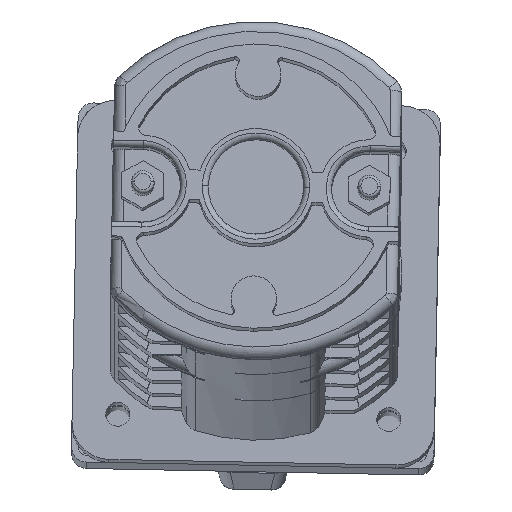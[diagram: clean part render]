
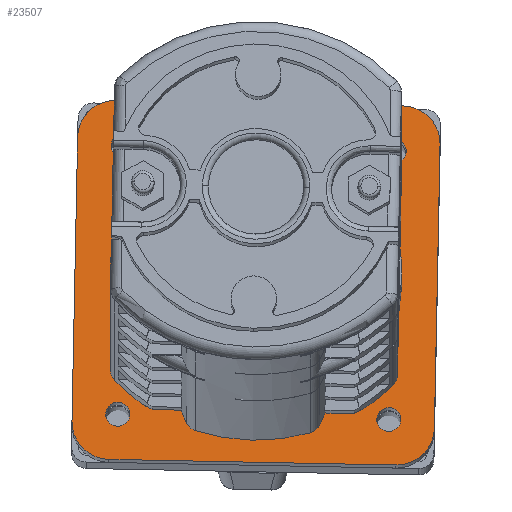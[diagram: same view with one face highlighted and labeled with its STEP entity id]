
A CAD part, top view. The second image highlights one B-rep face of the part: STEP entity #23507.
In plain terms, the highlighted face is planar.
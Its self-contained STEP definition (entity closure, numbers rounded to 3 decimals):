
#20209=DIRECTION('',(0.,0.,1.));
#20210=VECTOR('',#20209,38.114);
#20211=CARTESIAN_POINT('',(24.651,29.59,
-22.305));
#20212=LINE('',#20211,#20210);
#20216=CARTESIAN_POINT('',(-18.478,29.59,
-22.305));
#20217=DIRECTION('',(0.,1.,0.));
#20218=DIRECTION('',(0.,0.,-1.));
#20219=AXIS2_PLACEMENT_3D('',#20216,#20217,#20218);
#20224=CARTESIAN_POINT('',(-18.478,29.59,
15.809));
#20225=DIRECTION('',(0.,1.,0.));
#20226=DIRECTION('',(-1.,0.,0.));
#20227=AXIS2_PLACEMENT_3D('',#20224,#20225,#20226);
#20232=CARTESIAN_POINT('',(19.636,29.59,15.809));
#20233=DIRECTION('',(0.,1.,0.));
#20234=DIRECTION('',(0.,0.,1.));
#20235=AXIS2_PLACEMENT_3D('',#20232,#20233,#20234);
#20240=CARTESIAN_POINT('',(19.636,29.59,
-22.305));
#20241=DIRECTION('',(0.,1.,0.));
#20242=DIRECTION('',(1.,0.,0.));
#20243=AXIS2_PLACEMENT_3D('',#20240,#20241,#20242);
#20248=CARTESIAN_POINT('',(0.579,29.59,-3.248));
#20249=DIRECTION('',(0.,-1.,0.));
#20250=DIRECTION('',(1.,0.,0.));
#20251=AXIS2_PLACEMENT_3D('',#20248,#20249,#20250);
#20256=CARTESIAN_POINT('',(0.579,29.59,-3.248));
#20257=DIRECTION('',(0.,-1.,0.));
#20258=DIRECTION('',(-1.,0.,0.));
#20259=AXIS2_PLACEMENT_3D('',#20256,#20257,#20258);
#20264=CARTESIAN_POINT('',(-17.421,29.59,
14.752));
#20265=DIRECTION('',(0.,-1.,0.));
#20266=DIRECTION('',(1.,0.,0.));
#20267=AXIS2_PLACEMENT_3D('',#20264,#20265,#20266);
#20272=CARTESIAN_POINT('',(-17.421,29.59,
14.752));
#20273=DIRECTION('',(0.,-1.,0.));
#20274=DIRECTION('',(-1.,0.,0.));
#20275=AXIS2_PLACEMENT_3D('',#20272,#20273,#20274);
#20280=CARTESIAN_POINT('',(-17.421,29.59,
-21.248));
#20281=DIRECTION('',(0.,-1.,0.));
#20282=DIRECTION('',(1.,0.,0.));
#20283=AXIS2_PLACEMENT_3D('',#20280,#20281,#20282);
#20288=CARTESIAN_POINT('',(-17.421,29.59,
-21.248));
#20289=DIRECTION('',(0.,-1.,0.));
#20290=DIRECTION('',(-1.,0.,0.));
#20291=AXIS2_PLACEMENT_3D('',#20288,#20289,#20290);
#20296=CARTESIAN_POINT('',(18.579,29.59,
-21.248));
#20297=DIRECTION('',(0.,-1.,0.));
#20298=DIRECTION('',(1.,0.,0.));
#20299=AXIS2_PLACEMENT_3D('',#20296,#20297,#20298);
#20304=CARTESIAN_POINT('',(18.579,29.59,
-21.248));
#20305=DIRECTION('',(0.,-1.,0.));
#20306=DIRECTION('',(-1.,0.,0.));
#20307=AXIS2_PLACEMENT_3D('',#20304,#20305,#20306);
#20312=CARTESIAN_POINT('',(18.579,29.59,14.752));
#20313=DIRECTION('',(0.,-1.,0.));
#20314=DIRECTION('',(1.,0.,0.));
#20315=AXIS2_PLACEMENT_3D('',#20312,#20313,#20314);
#20320=CARTESIAN_POINT('',(18.579,29.59,14.752));
#20321=DIRECTION('',(0.,-1.,0.));
#20322=DIRECTION('',(-1.,0.,0.));
#20323=AXIS2_PLACEMENT_3D('',#20320,#20321,#20322);
#20328=DIRECTION('',(1.,0.,0.));
#20329=VECTOR('',#20328,38.114);
#20330=CARTESIAN_POINT('',(-18.478,29.59,
-27.32));
#20331=LINE('',#20330,#20329);
#20363=DIRECTION('',(0.,0.,-1.));
#20364=VECTOR('',#20363,38.114);
#20365=CARTESIAN_POINT('',(-23.493,29.59,
15.809));
#20366=LINE('',#20365,#20364);
#20384=DIRECTION('',(-1.,0.,0.));
#20385=VECTOR('',#20384,38.114);
#20386=CARTESIAN_POINT('',(19.636,29.59,20.824));
#20387=LINE('',#20386,#20385);
#20893=CARTESIAN_POINT('',(-18.779,29.59,
-3.248));
#20894=VERTEX_POINT('',#20893);
#20895=CARTESIAN_POINT('',(19.937,29.59,
-3.248));
#20896=VERTEX_POINT('',#20895);
#21241=CARTESIAN_POINT('',(24.651,29.59,
-22.305));
#21242=CARTESIAN_POINT('',(24.651,29.59,15.809));
#21243=VERTEX_POINT('',#21241);
#21244=VERTEX_POINT('',#21242);
#21245=CARTESIAN_POINT('',(-18.478,29.59,
-27.32));
#21246=CARTESIAN_POINT('',(19.636,29.59,
-27.32));
#21247=VERTEX_POINT('',#21245);
#21248=VERTEX_POINT('',#21246);
#21249=CARTESIAN_POINT('',(-23.493,29.59,
-22.305));
#21250=VERTEX_POINT('',#21249);
#21251=CARTESIAN_POINT('',(-23.493,29.59,
15.809));
#21252=VERTEX_POINT('',#21251);
#21253=CARTESIAN_POINT('',(-18.478,29.59,
20.824));
#21254=VERTEX_POINT('',#21253);
#21255=CARTESIAN_POINT('',(19.636,29.59,20.824));
#21256=VERTEX_POINT('',#21255);
#21257=CARTESIAN_POINT('',(-15.821,29.59,
14.752));
#21258=CARTESIAN_POINT('',(-19.021,29.59,
14.752));
#21259=VERTEX_POINT('',#21257);
#21260=VERTEX_POINT('',#21258);
#21261=CARTESIAN_POINT('',(-15.821,29.59,
-21.248));
#21262=CARTESIAN_POINT('',(-19.021,29.59,
-21.248));
#21263=VERTEX_POINT('',#21261);
#21264=VERTEX_POINT('',#21262);
#21265=CARTESIAN_POINT('',(20.179,29.59,
-21.248));
#21266=CARTESIAN_POINT('',(16.979,29.59,
-21.248));
#21267=VERTEX_POINT('',#21265);
#21268=VERTEX_POINT('',#21266);
#21269=CARTESIAN_POINT('',(20.179,29.59,14.752));
#21270=CARTESIAN_POINT('',(16.979,29.59,14.752));
#21271=VERTEX_POINT('',#21269);
#21272=VERTEX_POINT('',#21270);
#23457=CARTESIAN_POINT('',(0.579,29.59,-3.248));
#23458=DIRECTION('',(0.,1.,0.));
#23459=DIRECTION('',(-1.,0.,0.));
#23460=AXIS2_PLACEMENT_3D('',#23457,#23458,#23459);
#23461=PLANE('',#23460);
#23463=ORIENTED_EDGE('',*,*,#23462,.F.);
#23465=ORIENTED_EDGE('',*,*,#23464,.T.);
#23467=ORIENTED_EDGE('',*,*,#23466,.F.);
#23469=ORIENTED_EDGE('',*,*,#23468,.T.);
#23471=ORIENTED_EDGE('',*,*,#23470,.F.);
#23473=ORIENTED_EDGE('',*,*,#23472,.T.);
#23474=ORIENTED_EDGE('',*,*,#23447,.F.);
#23476=ORIENTED_EDGE('',*,*,#23475,.T.);
#23477=EDGE_LOOP('',(#23463,#23465,#23467,#23469,#23471,#23473,#23474,#23476));
#23478=FACE_OUTER_BOUND('',#23477,.F.);
#23479=ORIENTED_EDGE('',*,*,#21592,.T.);
#23480=ORIENTED_EDGE('',*,*,#21660,.T.);
#23481=EDGE_LOOP('',(#23479,#23480));
#23482=FACE_BOUND('',#23481,.F.);
#23484=ORIENTED_EDGE('',*,*,#23483,.T.);
#23486=ORIENTED_EDGE('',*,*,#23485,.T.);
#23487=EDGE_LOOP('',(#23484,#23486));
#23488=FACE_BOUND('',#23487,.F.);
#23490=ORIENTED_EDGE('',*,*,#23489,.T.);
#23492=ORIENTED_EDGE('',*,*,#23491,.T.);
#23493=EDGE_LOOP('',(#23490,#23492));
#23494=FACE_BOUND('',#23493,.F.);
#23496=ORIENTED_EDGE('',*,*,#23495,.T.);
#23498=ORIENTED_EDGE('',*,*,#23497,.T.);
#23499=EDGE_LOOP('',(#23496,#23498));
#23500=FACE_BOUND('',#23499,.F.);
#23502=ORIENTED_EDGE('',*,*,#23501,.T.);
#23504=ORIENTED_EDGE('',*,*,#23503,.T.);
#23505=EDGE_LOOP('',(#23502,#23504));
#23506=FACE_BOUND('',#23505,.F.);
#20220=CIRCLE('',#20219,5.015);
#20228=CIRCLE('',#20227,5.015);
#20236=CIRCLE('',#20235,5.015);
#20244=CIRCLE('',#20243,5.015);
#20252=CIRCLE('',#20251,19.358);
#20260=CIRCLE('',#20259,19.358);
#20268=CIRCLE('',#20267,1.6);
#20276=CIRCLE('',#20275,1.6);
#20284=CIRCLE('',#20283,1.6);
#20292=CIRCLE('',#20291,1.6);
#20300=CIRCLE('',#20299,1.6);
#20308=CIRCLE('',#20307,1.6);
#20316=CIRCLE('',#20315,1.6);
#20324=CIRCLE('',#20323,1.6);
#21592=EDGE_CURVE('',#20896,#20894,#20252,.T.);
#21660=EDGE_CURVE('',#20894,#20896,#20260,.T.);
#23447=EDGE_CURVE('',#21243,#21244,#20212,.T.);
#23462=EDGE_CURVE('',#21247,#21248,#20331,.T.);
#23464=EDGE_CURVE('',#21247,#21250,#20220,.T.);
#23466=EDGE_CURVE('',#21252,#21250,#20366,.T.);
#23468=EDGE_CURVE('',#21252,#21254,#20228,.T.);
#23470=EDGE_CURVE('',#21256,#21254,#20387,.T.);
#23472=EDGE_CURVE('',#21256,#21244,#20236,.T.);
#23475=EDGE_CURVE('',#21243,#21248,#20244,.T.);
#23483=EDGE_CURVE('',#21259,#21260,#20268,.T.);
#23485=EDGE_CURVE('',#21260,#21259,#20276,.T.);
#23489=EDGE_CURVE('',#21263,#21264,#20284,.T.);
#23491=EDGE_CURVE('',#21264,#21263,#20292,.T.);
#23495=EDGE_CURVE('',#21267,#21268,#20300,.T.);
#23497=EDGE_CURVE('',#21268,#21267,#20308,.T.);
#23501=EDGE_CURVE('',#21271,#21272,#20316,.T.);
#23503=EDGE_CURVE('',#21272,#21271,#20324,.T.);
#23507=ADVANCED_FACE('',(#23478,#23482,#23488,#23494,#23500,#23506),#23461,.F.);
